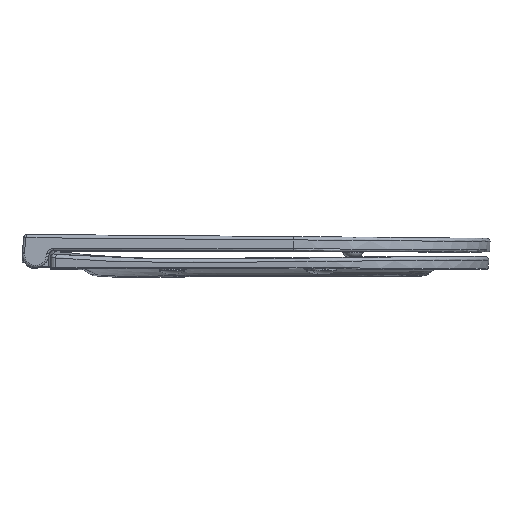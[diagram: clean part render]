
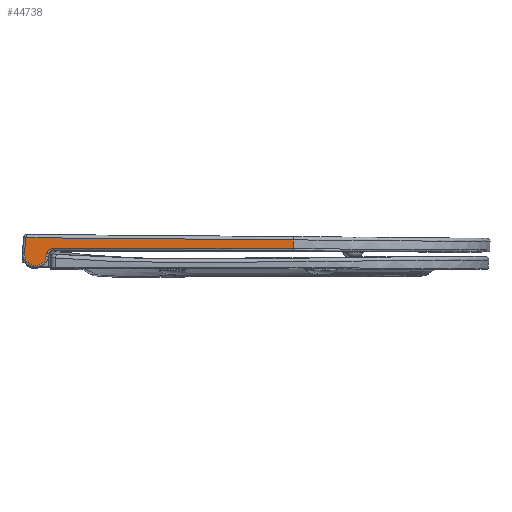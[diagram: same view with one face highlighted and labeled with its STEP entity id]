
A CAD part, top view. The second image highlights one B-rep face of the part: STEP entity #44738.
In plain terms, the highlighted face is planar.
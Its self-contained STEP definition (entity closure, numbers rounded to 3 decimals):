
#9 = VERTEX_POINT ( 'NONE', #3926 ) ;
#946 = EDGE_CURVE ( 'NONE', #46717, #21832, #30198, .T. ) ;
#1299 = EDGE_CURVE ( 'NONE', #9583, #48897, #33787, .T. ) ;
#1865 = CARTESIAN_POINT ( 'NONE',  ( 229.302, 0., -247.144 ) ) ;
#2075 = DIRECTION ( 'NONE',  ( 1., 0., 0. ) ) ;
#3771 = ORIENTED_EDGE ( 'NONE', *, *, #43097, .T. ) ;
#3926 = CARTESIAN_POINT ( 'NONE',  ( 229.302, -12.335, -28.371 ) ) ;
#4345 = DIRECTION ( 'NONE',  ( 0., 0., 1. ) ) ;
#5287 = DIRECTION ( 'NONE',  ( 0., 0., 1. ) ) ;
#5458 = DIRECTION ( 'NONE',  ( 0., 0., 1. ) ) ;
#5522 = CIRCLE ( 'NONE', #25385, 10.147 ) ;
#5766 = DIRECTION ( 'NONE',  ( 0., 0.986, -0.169 ) ) ;
#7043 = CIRCLE ( 'NONE', #36016, 6. ) ;
#8753 = CARTESIAN_POINT ( 'NONE',  ( 229.302, -18.335, -28.403 ) ) ;
#9138 = PLANE ( 'NONE',  #9710 ) ;
#9583 = VERTEX_POINT ( 'NONE', #24435 ) ;
#9710 = AXIS2_PLACEMENT_3D ( 'NONE', #1865, #37136, #48576 ) ;
#11197 = CARTESIAN_POINT ( 'NONE',  ( 229.302, -17.844, -1.958 ) ) ;
#11703 = ORIENTED_EDGE ( 'NONE', *, *, #24433, .T. ) ;
#11932 = ORIENTED_EDGE ( 'NONE', *, *, #27501, .F. ) ;
#13315 = VERTEX_POINT ( 'NONE', #24694 ) ;
#14407 = CARTESIAN_POINT ( 'NONE',  ( 229.302, -19.557, -22.106 ) ) ;
#15229 = EDGE_CURVE ( 'NONE', #48897, #46717, #5522, .T. ) ;
#15363 = CARTESIAN_POINT ( 'NONE',  ( 229.302, -11.188, -247.137 ) ) ;
#15484 = DIRECTION ( 'NONE',  ( 0., -1., 0. ) ) ;
#17523 = VERTEX_POINT ( 'NONE', #26168 ) ;
#17704 = ORIENTED_EDGE ( 'NONE', *, *, #23426, .T. ) ;
#17894 = ORIENTED_EDGE ( 'NONE', *, *, #25935, .T. ) ;
#18952 = DIRECTION ( 'NONE',  ( 0., 0.005, -1. ) ) ;
#19248 = CARTESIAN_POINT ( 'NONE',  ( 229.302, -11.188, -247.14 ) ) ;
#19256 = ORIENTED_EDGE ( 'NONE', *, *, #15229, .T. ) ;
#21582 = FACE_OUTER_BOUND ( 'NONE', #37463, .T. ) ;
#21832 = VERTEX_POINT ( 'NONE', #14407 ) ;
#22067 = VECTOR ( 'NONE', #5458, 1000. ) ;
#23426 = EDGE_CURVE ( 'NONE', #9, #48448, #31128, .T. ) ;
#23643 = B_SPLINE_CURVE_WITH_KNOTS ( 'NONE', 3,
 ( #31434, #15363, #19248, #27537 ),
 .UNSPECIFIED., .F., .F.,
 ( 4, 4 ),
 ( 0., 0. ),
 .UNSPECIFIED. ) ;
#23673 = VECTOR ( 'NONE', #18952, 1000. ) ;
#24433 = EDGE_CURVE ( 'NONE', #21832, #13315, #37381, .T. ) ;
#24435 = CARTESIAN_POINT ( 'NONE',  ( 229.302, -3., -3.262 ) ) ;
#24694 = CARTESIAN_POINT ( 'NONE',  ( 229.302, -17.321, -22.489 ) ) ;
#24986 = CARTESIAN_POINT ( 'NONE',  ( 229.302, -17.844, -12.104 ) ) ;
#25385 = AXIS2_PLACEMENT_3D ( 'NONE', #47112, #2075, #49288 ) ;
#25935 = EDGE_CURVE ( 'NONE', #17523, #9583, #36312, .T. ) ;
#26008 = CARTESIAN_POINT ( 'NONE',  ( 229.302, -16.927, -1.999 ) ) ;
#26168 = CARTESIAN_POINT ( 'NONE',  ( 229.302, -3., -247.144 ) ) ;
#27501 = EDGE_CURVE ( 'NONE', #17523, #51093, #47379, .T. ) ;
#27537 = CARTESIAN_POINT ( 'NONE',  ( 229.302, -11.188, -247.144 ) ) ;
#27656 = CARTESIAN_POINT ( 'NONE',  ( 229.302, 0., -247.144 ) ) ;
#28876 = EDGE_CURVE ( 'NONE', #48448, #51093, #23643, .T. ) ;
#30198 = CIRCLE ( 'NONE', #36820, 10.147 ) ;
#30408 = DIRECTION ( 'NONE',  ( 0., -0.996, 0.09 ) ) ;
#31128 = LINE ( 'NONE', #46958, #23673 ) ;
#31434 = CARTESIAN_POINT ( 'NONE',  ( 229.302, -11.188, -247.133 ) ) ;
#33787 = LINE ( 'NONE', #26008, #48170 ) ;
#34005 = CARTESIAN_POINT ( 'NONE',  ( 229.302, 36.904, -31.781 ) ) ;
#34068 = ORIENTED_EDGE ( 'NONE', *, *, #28876, .T. ) ;
#36016 = AXIS2_PLACEMENT_3D ( 'NONE', #8753, #48440, #4345 ) ;
#36312 = LINE ( 'NONE', #40984, #22067 ) ;
#36820 = AXIS2_PLACEMENT_3D ( 'NONE', #24986, #40812, #5287 ) ;
#37136 = DIRECTION ( 'NONE',  ( -1., 0., 0. ) ) ;
#37381 = LINE ( 'NONE', #34005, #42752 ) ;
#37463 = EDGE_LOOP ( 'NONE', ( #11932, #17894, #51235, #19256, #46523, #11703, #3771, #17704, #34068 ) ) ;
#40812 = DIRECTION ( 'NONE',  ( 1., 0., 0. ) ) ;
#40984 = CARTESIAN_POINT ( 'NONE',  ( 229.302, -3., -247.144 ) ) ;
#42752 = VECTOR ( 'NONE', #5766, 1000. ) ;
#43097 = EDGE_CURVE ( 'NONE', #13315, #9, #7043, .T. ) ;
#44738 = ADVANCED_FACE ( 'NONE', ( #21582 ), #9138, .F. ) ;
#44891 = CARTESIAN_POINT ( 'NONE',  ( 229.302, -16.927, -1.999 ) ) ;
#46231 = VECTOR ( 'NONE', #15484, 1000. ) ;
#46523 = ORIENTED_EDGE ( 'NONE', *, *, #946, .T. ) ;
#46717 = VERTEX_POINT ( 'NONE', #11197 ) ;
#46958 = CARTESIAN_POINT ( 'NONE',  ( 229.302, -11.188, -247.133 ) ) ;
#47112 = CARTESIAN_POINT ( 'NONE',  ( 229.302, -17.844, -12.104 ) ) ;
#47379 = LINE ( 'NONE', #27656, #46231 ) ;
#48170 = VECTOR ( 'NONE', #30408, 1000. ) ;
#48440 = DIRECTION ( 'NONE',  ( -1., 0., 0. ) ) ;
#48448 = VERTEX_POINT ( 'NONE', #49682 ) ;
#48576 = DIRECTION ( 'NONE',  ( 0., 0., 1. ) ) ;
#48897 = VERTEX_POINT ( 'NONE', #44891 ) ;
#48989 = CARTESIAN_POINT ( 'NONE',  ( 229.302, -11.188, -247.144 ) ) ;
#49288 = DIRECTION ( 'NONE',  ( 0., 0., 1. ) ) ;
#49682 = CARTESIAN_POINT ( 'NONE',  ( 229.302, -11.188, -247.133 ) ) ;
#51093 = VERTEX_POINT ( 'NONE', #48989 ) ;
#51235 = ORIENTED_EDGE ( 'NONE', *, *, #1299, .T. ) ;
